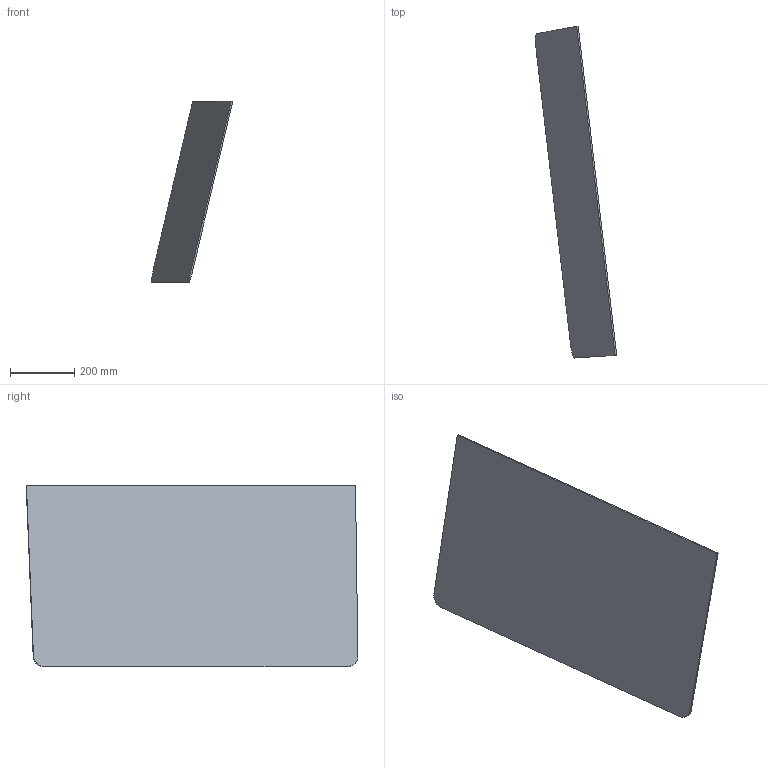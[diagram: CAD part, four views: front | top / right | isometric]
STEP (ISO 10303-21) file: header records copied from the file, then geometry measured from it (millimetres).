
FILE_DESCRIPTION(('FreeCAD Model'),'2;1');
FILE_NAME('detailed_HCLL/step/slice_cooling_plate_material_sample_envelope_2.step' ,'2018-04-17T15:57:08',('FreeCAD'),('FreeCAD'), 'Open CASCADE STEP processor 7.1','FreeCAD','Unknown');
FILE_SCHEMA(('AUTOMOTIVE_DESIGN_CC2 { 1 2 10303 214 -1 1 5 4 }'));
Length unit declared in the file: millimetre
Products named in the file (20): Open CASCADE STEP translator 7.1 21; Open CASCADE STEP translator 7.1 21.1; Open CASCADE STEP translator 7.1 21.2; Open CASCADE STEP translator 7.1 21.3; Open CASCADE STEP translator 7.1 21.4; Open CASCADE STEP translator 7.1 21.5; Open CASCADE STEP translator 7.1 21.6; Open CASCADE STEP translator 7.1 21.7; Open CASCADE STEP translator 7.1 21.8; Open CASCADE STEP translator 7.1 21.9; Open CASCADE STEP translator 7.1 21.10; Open CASCADE STEP translator 7.1 21.11; Open CASCADE STEP translator 7.1 21.12; Open CASCADE STEP translator 7.1 21.13; Open CASCADE STEP translator 7.1 21.14; Open CASCADE STEP translator 7.1 21.15; Open CASCADE STEP translator 7.1 21.16; Open CASCADE STEP translator 7.1 21.17; Open CASCADE STEP translator 7.1 21.18; Open CASCADE STEP translator 7.1 21.19
Assembly tree (19 placements, depth 2):
  Open CASCADE STEP translator 7.1 21
    Open CASCADE STEP translator 7.1 21.1
    Open CASCADE STEP translator 7.1 21.2
    Open CASCADE STEP translator 7.1 21.3
    Open CASCADE STEP translator 7.1 21.4
    Open CASCADE STEP translator 7.1 21.5
    Open CASCADE STEP translator 7.1 21.6
    Open CASCADE STEP translator 7.1 21.7
    Open CASCADE STEP translator 7.1 21.8
    Open CASCADE STEP translator 7.1 21.9
    Open CASCADE STEP translator 7.1 21.10
    Open CASCADE STEP translator 7.1 21.11
    Open CASCADE STEP translator 7.1 21.12
    Open CASCADE STEP translator 7.1 21.13
    Open CASCADE STEP translator 7.1 21.14
    Open CASCADE STEP translator 7.1 21.15
    Open CASCADE STEP translator 7.1 21.16
    Open CASCADE STEP translator 7.1 21.17
    Open CASCADE STEP translator 7.1 21.18
    Open CASCADE STEP translator 7.1 21.19
Bounding box: 253.11 x 1030.84 x 565.18 mm (x, y, z)
Volume: 2959764.3 mm3; surface area: 1199788.9 mm2
Topology: 1 solids, 1 shells, 8 faces, 18 edges, 12 vertices
Faces by surface type: plane 6, cylinder 2
Entity records: 816 total; most frequent: CARTESIAN_POINT 146, DIRECTION 90, PRODUCT_DEFINITION_SHAPE 39, ORIENTED_EDGE 36, PCURVE 36, DEFINITIONAL_REPRESENTATION 36, AXIS2_PLACEMENT_3D 32, B_SPLINE_CURVE_WITH_KNOTS 24
